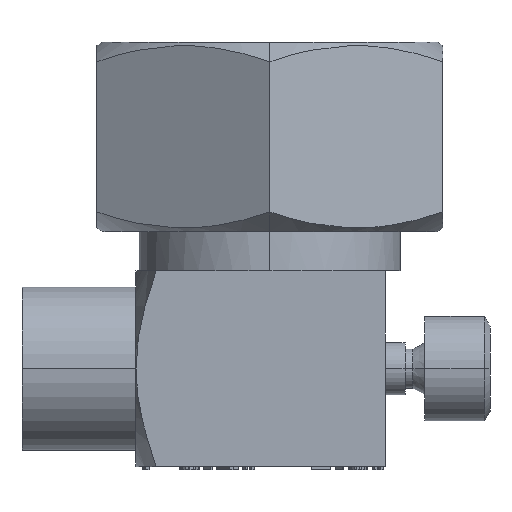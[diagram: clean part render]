
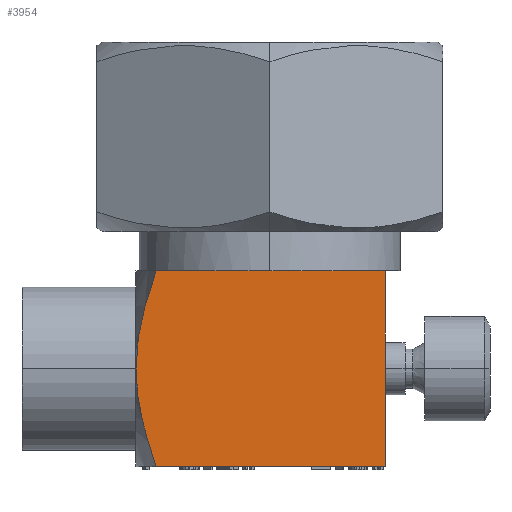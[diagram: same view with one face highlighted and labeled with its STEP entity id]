
A CAD part, front view. The second image highlights one B-rep face of the part: STEP entity #3954.
In plain terms, the highlighted planar face has unit normal (0, -1, 0).
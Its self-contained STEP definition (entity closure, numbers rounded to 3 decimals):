
#24=DIRECTION('',(0.,0.,1.));
#25=VECTOR('',#24,30.);
#26=CARTESIAN_POINT('',(5.,-15.,-15.));
#27=LINE('',#26,#25);
#151=CARTESIAN_POINT('',(-30.093,-15.,15.));
#244=DIRECTION('',(-1.,0.,0.));
#245=VECTOR('',#244,26.458);
#246=CARTESIAN_POINT('',(0.529,-15.,15.));
#247=LINE('',#246,#245);
#248=DIRECTION('',(-1.,0.,0.));
#249=VECTOR('',#248,4.471);
#250=CARTESIAN_POINT('',(5.,-15.,15.));
#251=LINE('',#250,#249);
#252=CARTESIAN_POINT('',(-30.093,-15.,-15.));
#253=CARTESIAN_POINT('',(-30.409,-15.,-14.108));
#254=CARTESIAN_POINT('',(-30.982,-15.,-12.405));
#255=CARTESIAN_POINT('',(-31.663,-15.,-10.138));
#256=CARTESIAN_POINT('',(-32.208,-15.,-8.032));
#257=CARTESIAN_POINT('',(-32.638,-15.,-6.009));
#258=CARTESIAN_POINT('',(-32.956,-15.,-4.013));
#259=CARTESIAN_POINT('',(-33.155,-15.,-2.012));
#260=CARTESIAN_POINT('',(-33.2,-15.,-0.672));
#261=CARTESIAN_POINT('',(-33.2,-15.,0.));
#263=CARTESIAN_POINT('',(-33.2,-15.,0.));
#264=CARTESIAN_POINT('',(-33.2,-15.,0.68));
#265=CARTESIAN_POINT('',(-33.154,-15.,2.035));
#266=CARTESIAN_POINT('',(-32.951,-15.,4.055));
#267=CARTESIAN_POINT('',(-32.628,-15.,6.063));
#268=CARTESIAN_POINT('',(-32.195,-15.,8.089));
#269=CARTESIAN_POINT('',(-31.648,-15.,10.189));
#270=CARTESIAN_POINT('',(-30.973,-15.,12.434));
#271=CARTESIAN_POINT('',(-30.405,-15.,14.119));
#272=CARTESIAN_POINT('',(-30.093,-15.,15.));
#274=DIRECTION('',(-1.,0.,0.));
#275=VECTOR('',#274,4.165);
#276=CARTESIAN_POINT('',(-25.929,-15.,15.));
#277=LINE('',#276,#275);
#300=DIRECTION('',(-1.,0.,0.));
#301=VECTOR('',#300,35.093);
#302=CARTESIAN_POINT('',(5.,-15.,-15.));
#303=LINE('',#302,#301);
#2788=CARTESIAN_POINT('',(5.,-15.,-15.));
#2789=VERTEX_POINT('',#2788);
#2790=CARTESIAN_POINT('',(5.,-15.,15.));
#2791=VERTEX_POINT('',#2790);
#2796=CARTESIAN_POINT('',(-33.2,-15.,0.));
#2797=VERTEX_POINT('',#2796);
#2800=VERTEX_POINT('',#151);
#2802=VERTEX_POINT('',#252);
#2836=CARTESIAN_POINT('',(-25.929,-15.,15.));
#2838=VERTEX_POINT('',#2836);
#3586=CARTESIAN_POINT('',(0.529,-15.,15.));
#3587=VERTEX_POINT('',#3586);
#3937=CARTESIAN_POINT('',(5.,-15.,15.));
#3938=DIRECTION('',(0.,-1.,0.));
#3939=DIRECTION('',(0.,0.,-1.));
#3940=AXIS2_PLACEMENT_3D('',#3937,#3938,#3939);
#3941=PLANE('',#3940);
#3942=ORIENTED_EDGE('',*,*,#3918,.F.);
#3943=ORIENTED_EDGE('',*,*,#3843,.F.);
#3944=ORIENTED_EDGE('',*,*,#3607,.F.);
#3946=ORIENTED_EDGE('',*,*,#3945,.T.);
#3948=ORIENTED_EDGE('',*,*,#3947,.T.);
#3950=ORIENTED_EDGE('',*,*,#3949,.T.);
#3951=ORIENTED_EDGE('',*,*,#3811,.F.);
#3952=EDGE_LOOP('',(#3942,#3943,#3944,#3946,#3948,#3950,#3951));
#3953=FACE_OUTER_BOUND('',#3952,.F.);
#3954=ADVANCED_FACE('',(#3953),#3941,.T.);
#262=B_SPLINE_CURVE_WITH_KNOTS('',3,(#252,#253,#254,#255,#256,#257,#258,#259,
#260,#261),.UNSPECIFIED.,.F.,.F.,(4,1,1,1,1,1,1,4),(0.,0.143,
0.286,0.429,0.571,0.714,
0.857,1.),.UNSPECIFIED.);
#273=B_SPLINE_CURVE_WITH_KNOTS('',3,(#263,#264,#265,#266,#267,#268,#269,#270,
#271,#272),.UNSPECIFIED.,.F.,.F.,(4,1,1,1,1,1,1,4),(0.,0.143,
0.286,0.429,0.571,0.714,
0.857,1.),.UNSPECIFIED.);
#3607=EDGE_CURVE('',#2789,#2791,#27,.T.);
#3811=EDGE_CURVE('',#2838,#2800,#277,.T.);
#3843=EDGE_CURVE('',#2791,#3587,#251,.T.);
#3918=EDGE_CURVE('',#3587,#2838,#247,.T.);
#3945=EDGE_CURVE('',#2789,#2802,#303,.T.);
#3947=EDGE_CURVE('',#2802,#2797,#262,.T.);
#3949=EDGE_CURVE('',#2797,#2800,#273,.T.);
